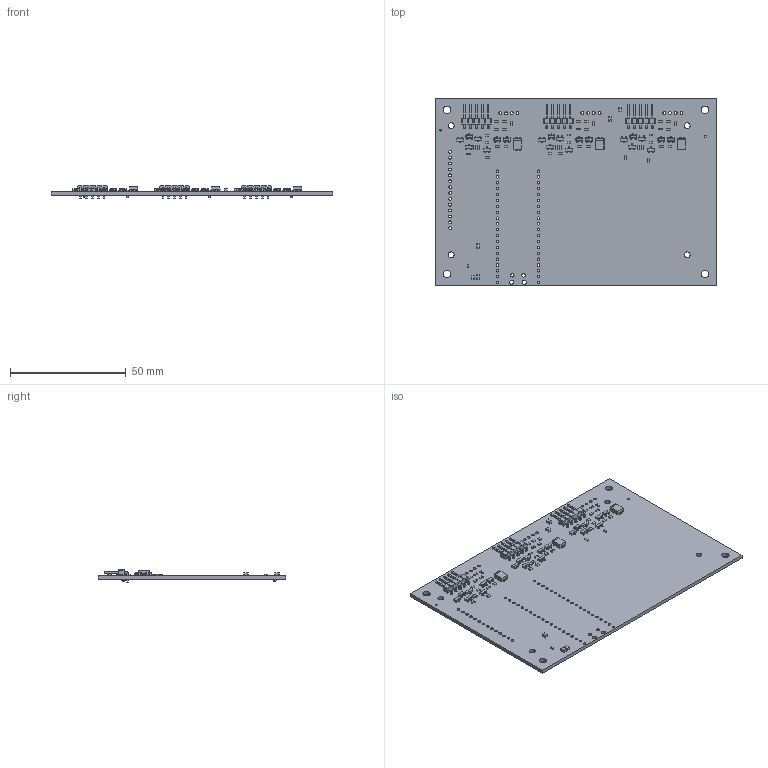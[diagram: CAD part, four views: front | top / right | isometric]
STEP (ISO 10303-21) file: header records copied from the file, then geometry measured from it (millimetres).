
FILE_DESCRIPTION(('KiCad electronic assembly'),'2;1');
FILE_NAME('WiegandTest.step','2025-12-01T14:07:24',('Pcbnew'),('Kicad'), 'Open CASCADE STEP processor 7.8','KiCad to STEP converter','Unknown' );
FILE_SCHEMA(('AUTOMOTIVE_DESIGN { 1 0 10303 214 1 1 1 1 }'));
Length unit declared in the file: millimetre
Products named in the file (14): WiegandTest 1; SOT-23; SOT_23; R_0603_1608Metric; C_0805_2012Metric; PinHeader_1x05_P2.54mm_Horizontal; PinHeader_1x05_P254mm_Horizontal; D_SMB; LED_0603_1608Metric; WiegandTest_PCB
Assembly tree (83 placements, depth 3):
  WiegandTest 1
    SOT-23  x21
      SOT_23
    R_0603_1608Metric  x40
      R_0603_1608Metric
    C_0805_2012Metric  x5
      C_0805_2012Metric
    PinHeader_1x05_P2.54mm_Horizontal  x3
      PinHeader_1x05_P254mm_Horizontal
    D_SMB  x3
      D_SMB
    LED_0603_1608Metric  x4
      LED_0603_1608Metric
    WiegandTest_PCB
Bounding box: 121.92 x 81.28 x 5.54 mm (x, y, z)
Volume: 16191.4 mm3; surface area: 22588.6 mm2
Topology: 77 solids, 77 shells, 3617 faces, 9030 edges, 5614 vertices
Faces by surface type: plane 2234, cylinder 786, bspline 597
Full cylindrical faces by diameter (mm): 0.7 x2, 1 x15, 1.02 x40, 1.194 x12, 1.2 x14, 1.5 x2, 1.8 x2, 2.5 x4, 3.2 x4
Entity records: 17618 total; most frequent: CARTESIAN_POINT 2683, DIRECTION 2447, ORIENTED_EDGE 2394, EDGE_CURVE 1197, LINE 855, VECTOR 855, AXIS2_PLACEMENT_3D 796, VERTEX_POINT 764
